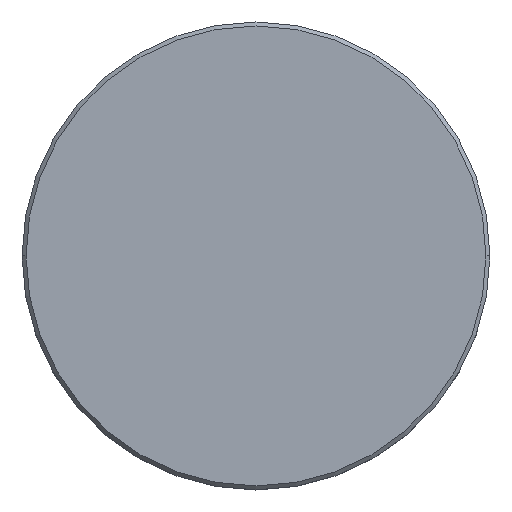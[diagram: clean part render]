
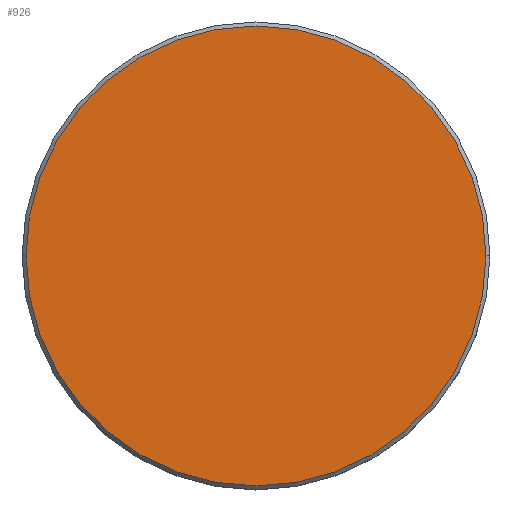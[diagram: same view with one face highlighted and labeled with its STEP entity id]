
A CAD part, top view. The second image highlights one B-rep face of the part: STEP entity #926.
In plain terms, the highlighted planar face has unit normal (0, 0, 1).
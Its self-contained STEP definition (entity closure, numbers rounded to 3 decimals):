
#8 = CARTESIAN_POINT ( 'NONE',  ( 0., 0., 0. ) ) ;
#82 = DIRECTION ( 'NONE',  ( 0., 0., 1. ) ) ;
#163 = CARTESIAN_POINT ( 'NONE',  ( 0., 0., 0. ) ) ;
#180 = AXIS2_PLACEMENT_3D ( 'NONE', #8, #1055, #247 ) ;
#182 = CARTESIAN_POINT ( 'NONE',  ( 0., 0., 0. ) ) ;
#187 = CARTESIAN_POINT ( 'NONE',  ( -29., 0., 0. ) ) ;
#208 = CARTESIAN_POINT ( 'NONE',  ( 29., 0., 0. ) ) ;
#219 = CIRCLE ( 'NONE', #549, 29. ) ;
#247 = DIRECTION ( 'NONE',  ( 1., 0., 0. ) ) ;
#356 = FACE_OUTER_BOUND ( 'NONE', #426, .T. ) ;
#362 = CIRCLE ( 'NONE', #180, 29. ) ;
#426 = EDGE_LOOP ( 'NONE', ( #985, #479 ) ) ;
#448 = EDGE_CURVE ( 'NONE', #902, #564, #219, .T. ) ;
#479 = ORIENTED_EDGE ( 'NONE', *, *, #448, .T. ) ;
#533 = AXIS2_PLACEMENT_3D ( 'NONE', #163, #82, #1064 ) ;
#542 = DIRECTION ( 'NONE',  ( 1., 0., 0. ) ) ;
#549 = AXIS2_PLACEMENT_3D ( 'NONE', #182, #977, #542 ) ;
#564 = VERTEX_POINT ( 'NONE', #187 ) ;
#707 = PLANE ( 'NONE',  #533 ) ;
#738 = EDGE_CURVE ( 'NONE', #564, #902, #362, .T. ) ;
#902 = VERTEX_POINT ( 'NONE', #208 ) ;
#926 = ADVANCED_FACE ( 'NONE', ( #356 ), #707, .T. ) ;
#977 = DIRECTION ( 'NONE',  ( 0., 0., 1. ) ) ;
#985 = ORIENTED_EDGE ( 'NONE', *, *, #738, .T. ) ;
#1055 = DIRECTION ( 'NONE',  ( 0., 0., 1. ) ) ;
#1064 = DIRECTION ( 'NONE',  ( 1., 0., 0. ) ) ;
